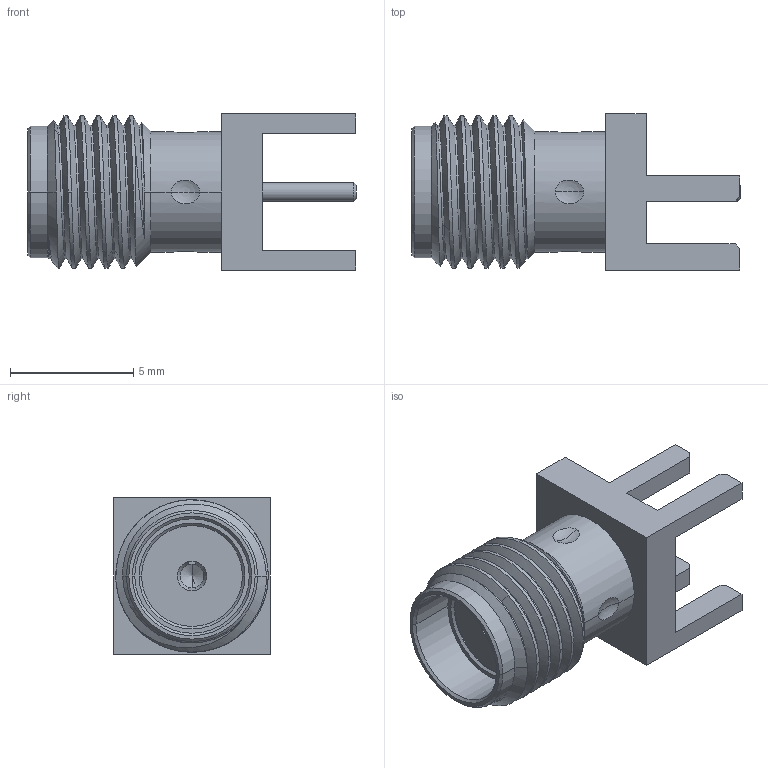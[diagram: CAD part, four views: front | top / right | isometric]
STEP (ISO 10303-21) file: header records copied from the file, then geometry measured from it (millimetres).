
FILE_DESCRIPTION((''),'2;1');
FILE_NAME('132322_SW0001','2019-12-23T',('Vijayaragavan'),(''),'CREO PARAMETRIC BY PTC INC, 2018360','CREO PARAMETRIC BY PTC INC, 2018360','');
FILE_SCHEMA(('CONFIG_CONTROL_DESIGN'));
Length unit declared in the file: millimetre
Products named in the file (1): 132322_SW0001
Bounding box: 13.34 x 6.35 x 6.35 mm (x, y, z)
Volume: 224.1 mm3; surface area: 410.4 mm2
Topology: 1 solids, 1 shells, 93 faces, 238 edges, 145 vertices
Faces by surface type: plane 35, cylinder 23, cone 18, bspline 9, sphere 8
Entity records: 5452 total; most frequent: CARTESIAN_POINT 3288, ORIENTED_EDGE 456, DIRECTION 408, EDGE_CURVE 228, VERTEX_POINT 145, AXIS2_PLACEMENT_3D 143, VECTOR 122, LINE 122
